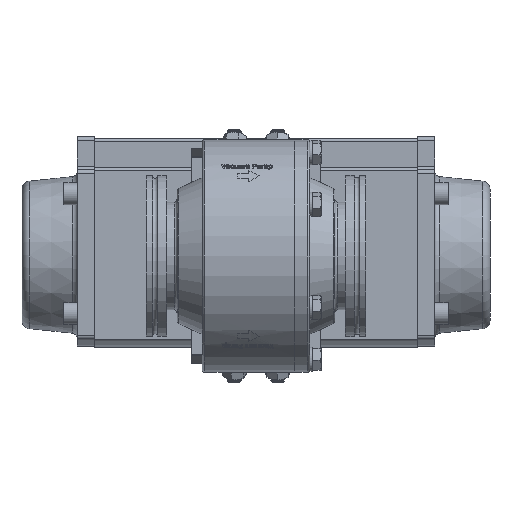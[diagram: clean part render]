
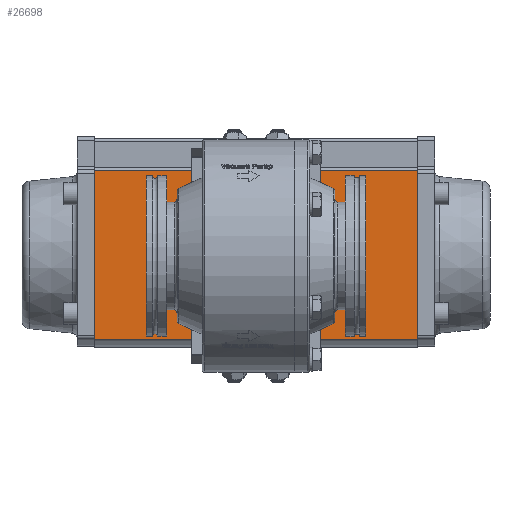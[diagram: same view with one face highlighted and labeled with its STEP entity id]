
A CAD part, front view. The second image highlights one B-rep face of the part: STEP entity #26698.
In plain terms, the highlighted planar face has unit normal (0, -1, 0).
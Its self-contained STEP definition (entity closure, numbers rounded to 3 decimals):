
#1500=FACE_BOUND('',#4550,.T.);
#1501=FACE_BOUND('',#4551,.T.);
#1502=FACE_BOUND('',#4552,.T.);
#1503=FACE_BOUND('',#4553,.T.);
#1504=FACE_BOUND('',#4554,.T.);
#1505=FACE_BOUND('',#4555,.T.);
#1506=FACE_BOUND('',#4556,.T.);
#1507=FACE_BOUND('',#4557,.T.);
#1508=FACE_BOUND('',#4558,.T.);
#1999=PLANE('',#28954);
#3157=FACE_OUTER_BOUND('',#4549,.T.);
#4549=EDGE_LOOP('',(#22742,#22743,#22744,#22745));
#4550=EDGE_LOOP('',(#22746));
#4551=EDGE_LOOP('',(#22747));
#4552=EDGE_LOOP('',(#22748,#22749));
#4553=EDGE_LOOP('',(#22750));
#4554=EDGE_LOOP('',(#22751));
#4555=EDGE_LOOP('',(#22752));
#4556=EDGE_LOOP('',(#22753,#22754));
#4557=EDGE_LOOP('',(#22755,#22756));
#4558=EDGE_LOOP('',(#22757,#22758));
#6364=LINE('',#64903,#8341);
#6365=LINE('',#64905,#8342);
#6366=LINE('',#64907,#8343);
#6367=LINE('',#64908,#8344);
#8341=VECTOR('',#34559,3.93);
#8342=VECTOR('',#34560,7.5);
#8343=VECTOR('',#34561,3.93);
#8344=VECTOR('',#34562,7.5);
#9757=CIRCLE('',#28947,0.156);
#9758=CIRCLE('',#28948,0.156);
#9761=CIRCLE('',#28952,0.156);
#9762=CIRCLE('',#28953,0.156);
#9763=CIRCLE('',#28955,0.834);
#9764=CIRCLE('',#28956,0.129);
#9765=CIRCLE('',#28957,0.129);
#9766=CIRCLE('',#28958,0.129);
#9767=CIRCLE('',#28959,0.129);
#9768=CIRCLE('',#28960,0.156);
#9769=CIRCLE('',#28961,0.156);
#9770=CIRCLE('',#28962,0.156);
#9771=CIRCLE('',#28963,0.156);
#12416=VERTEX_POINT('',#64885);
#12417=VERTEX_POINT('',#64887);
#12420=VERTEX_POINT('',#64895);
#12421=VERTEX_POINT('',#64897);
#12422=VERTEX_POINT('',#64901);
#12423=VERTEX_POINT('',#64902);
#12424=VERTEX_POINT('',#64904);
#12425=VERTEX_POINT('',#64906);
#12426=VERTEX_POINT('',#64909);
#12427=VERTEX_POINT('',#64911);
#12428=VERTEX_POINT('',#64913);
#12429=VERTEX_POINT('',#64915);
#12430=VERTEX_POINT('',#64917);
#12431=VERTEX_POINT('',#64919);
#12432=VERTEX_POINT('',#64920);
#12433=VERTEX_POINT('',#64923);
#12434=VERTEX_POINT('',#64924);
#16364=EDGE_CURVE('',#12416,#12417,#9757,.T.);
#16365=EDGE_CURVE('',#12417,#12416,#9758,.T.);
#16369=EDGE_CURVE('',#12420,#12421,#9761,.T.);
#16370=EDGE_CURVE('',#12421,#12420,#9762,.T.);
#16371=EDGE_CURVE('',#12422,#12423,#6364,.T.);
#16372=EDGE_CURVE('',#12424,#12423,#6365,.T.);
#16373=EDGE_CURVE('',#12425,#12424,#6366,.T.);
#16374=EDGE_CURVE('',#12425,#12422,#6367,.T.);
#16375=EDGE_CURVE('',#12426,#12426,#9763,.T.);
#16376=EDGE_CURVE('',#12427,#12427,#9764,.T.);
#16377=EDGE_CURVE('',#12428,#12428,#9765,.T.);
#16378=EDGE_CURVE('',#12429,#12429,#9766,.T.);
#16379=EDGE_CURVE('',#12430,#12430,#9767,.T.);
#16380=EDGE_CURVE('',#12431,#12432,#9768,.T.);
#16381=EDGE_CURVE('',#12432,#12431,#9769,.T.);
#16382=EDGE_CURVE('',#12433,#12434,#9770,.T.);
#16383=EDGE_CURVE('',#12434,#12433,#9771,.T.);
#22742=ORIENTED_EDGE('',*,*,#16371,.T.);
#22743=ORIENTED_EDGE('',*,*,#16372,.F.);
#22744=ORIENTED_EDGE('',*,*,#16373,.F.);
#22745=ORIENTED_EDGE('',*,*,#16374,.T.);
#22746=ORIENTED_EDGE('',*,*,#16375,.T.);
#22747=ORIENTED_EDGE('',*,*,#16376,.F.);
#22748=ORIENTED_EDGE('',*,*,#16365,.F.);
#22749=ORIENTED_EDGE('',*,*,#16364,.F.);
#22750=ORIENTED_EDGE('',*,*,#16377,.F.);
#22751=ORIENTED_EDGE('',*,*,#16378,.F.);
#22752=ORIENTED_EDGE('',*,*,#16379,.F.);
#22753=ORIENTED_EDGE('',*,*,#16380,.F.);
#22754=ORIENTED_EDGE('',*,*,#16381,.F.);
#22755=ORIENTED_EDGE('',*,*,#16370,.F.);
#22756=ORIENTED_EDGE('',*,*,#16369,.F.);
#22757=ORIENTED_EDGE('',*,*,#16382,.F.);
#22758=ORIENTED_EDGE('',*,*,#16383,.F.);
#26698=ADVANCED_FACE('',(#3157,#1500,#1501,#1502,#1503,#1504,#1505,#1506,
#1507,#1508),#1999,.F.);
#28947=AXIS2_PLACEMENT_3D('',#64888,#34542,#34543);
#28948=AXIS2_PLACEMENT_3D('',#64889,#34544,#34545);
#28952=AXIS2_PLACEMENT_3D('',#64898,#34553,#34554);
#28953=AXIS2_PLACEMENT_3D('',#64899,#34555,#34556);
#28954=AXIS2_PLACEMENT_3D('',#64900,#34557,#34558);
#28955=AXIS2_PLACEMENT_3D('',#64910,#34563,#34564);
#28956=AXIS2_PLACEMENT_3D('',#64912,#34565,#34566);
#28957=AXIS2_PLACEMENT_3D('',#64914,#34567,#34568);
#28958=AXIS2_PLACEMENT_3D('',#64916,#34569,#34570);
#28959=AXIS2_PLACEMENT_3D('',#64918,#34571,#34572);
#28960=AXIS2_PLACEMENT_3D('',#64921,#34573,#34574);
#28961=AXIS2_PLACEMENT_3D('',#64922,#34575,#34576);
#28962=AXIS2_PLACEMENT_3D('',#64925,#34577,#34578);
#28963=AXIS2_PLACEMENT_3D('',#64926,#34579,#34580);
#34542=DIRECTION('center_axis',(0.,-1.,0.));
#34543=DIRECTION('ref_axis',(0.,0.,
-1.));
#34544=DIRECTION('center_axis',(0.,-1.,0.));
#34545=DIRECTION('ref_axis',(0.,0.,
-1.));
#34553=DIRECTION('center_axis',(0.,-1.,0.));
#34554=DIRECTION('ref_axis',(0.,0.,
-1.));
#34555=DIRECTION('center_axis',(0.,-1.,0.));
#34556=DIRECTION('ref_axis',(0.,0.,
-1.));
#34557=DIRECTION('center_axis',(0.,1.,0.));
#34558=DIRECTION('ref_axis',(0.,0.,
1.));
#34559=DIRECTION('',(0.,0.,1.));
#34560=DIRECTION('',(1.,0.,0.));
#34561=DIRECTION('',(0.,0.,1.));
#34562=DIRECTION('',(1.,0.,0.));
#34563=DIRECTION('center_axis',(0.,1.,0.));
#34564=DIRECTION('ref_axis',(0.,0.,
1.));
#34565=DIRECTION('center_axis',(0.,-1.,0.));
#34566=DIRECTION('ref_axis',(0.,0.,
-1.));
#34567=DIRECTION('center_axis',(0.,-1.,0.));
#34568=DIRECTION('ref_axis',(0.,0.,
-1.));
#34569=DIRECTION('center_axis',(0.,-1.,0.));
#34570=DIRECTION('ref_axis',(0.,0.,
-1.));
#34571=DIRECTION('center_axis',(0.,-1.,0.));
#34572=DIRECTION('ref_axis',(0.,0.,
-1.));
#34573=DIRECTION('center_axis',(0.,-1.,0.));
#34574=DIRECTION('ref_axis',(0.,0.,
-1.));
#34575=DIRECTION('center_axis',(0.,-1.,0.));
#34576=DIRECTION('ref_axis',(0.,0.,
-1.));
#34577=DIRECTION('center_axis',(0.,-1.,0.));
#34578=DIRECTION('ref_axis',(0.,0.,
-1.));
#34579=DIRECTION('center_axis',(0.,-1.,0.));
#34580=DIRECTION('ref_axis',(0.,0.,
-1.));
#64885=CARTESIAN_POINT('',(1.42,4.953,1.576));
#64887=CARTESIAN_POINT('',(1.42,4.953,1.264));
#64888=CARTESIAN_POINT('Origin',(1.42,4.953,1.42));
#64889=CARTESIAN_POINT('Origin',(1.42,4.953,1.42));
#64895=CARTESIAN_POINT('',(-1.42,4.953,-1.264));
#64897=CARTESIAN_POINT('',(-1.42,4.953,-1.576));
#64898=CARTESIAN_POINT('Origin',(-1.42,4.953,-1.42));
#64899=CARTESIAN_POINT('Origin',(-1.42,4.953,-1.42));
#64900=CARTESIAN_POINT('Origin',(-3.75,4.953,-5.054));
#64901=CARTESIAN_POINT('',(3.75,4.953,-1.95));
#64902=CARTESIAN_POINT('',(3.75,4.953,1.98));
#64903=CARTESIAN_POINT('',(3.75,4.953,-1.95));
#64904=CARTESIAN_POINT('',(-3.75,4.953,1.98));
#64905=CARTESIAN_POINT('',(-3.75,4.953,1.98));
#64906=CARTESIAN_POINT('',(-3.75,4.953,-1.95));
#64907=CARTESIAN_POINT('',(-3.75,4.953,-1.95));
#64908=CARTESIAN_POINT('',(-3.75,4.953,-1.95));
#64909=CARTESIAN_POINT('',(0.,4.953,0.834));
#64910=CARTESIAN_POINT('Origin',(0.,4.953,0.));
#64911=CARTESIAN_POINT('',(-0.974,4.953,0.846));
#64912=CARTESIAN_POINT('Origin',(-0.974,4.953,0.974));
#64913=CARTESIAN_POINT('',(0.974,4.953,0.846));
#64914=CARTESIAN_POINT('Origin',(0.974,4.953,0.974));
#64915=CARTESIAN_POINT('',(0.974,4.953,-1.103));
#64916=CARTESIAN_POINT('Origin',(0.974,4.953,-0.974));
#64917=CARTESIAN_POINT('',(-0.974,4.953,-1.103));
#64918=CARTESIAN_POINT('Origin',(-0.974,4.953,-0.974));
#64919=CARTESIAN_POINT('',(1.42,4.953,-1.576));
#64920=CARTESIAN_POINT('',(1.42,4.953,-1.264));
#64921=CARTESIAN_POINT('Origin',(1.42,4.953,-1.42));
#64922=CARTESIAN_POINT('Origin',(1.42,4.953,-1.42));
#64923=CARTESIAN_POINT('',(-1.42,4.953,1.264));
#64924=CARTESIAN_POINT('',(-1.42,4.953,1.576));
#64925=CARTESIAN_POINT('Origin',(-1.42,4.953,1.42));
#64926=CARTESIAN_POINT('Origin',(-1.42,4.953,1.42));
